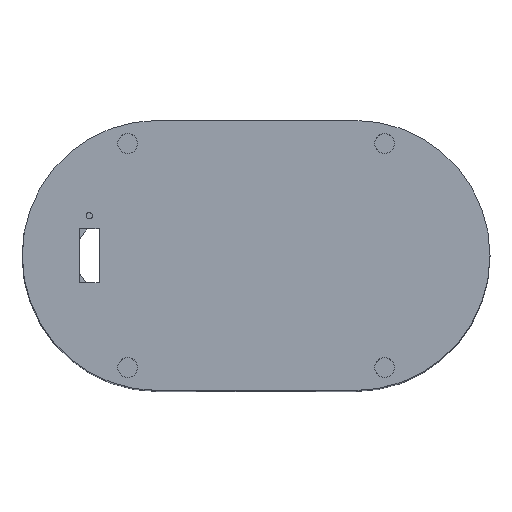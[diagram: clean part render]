
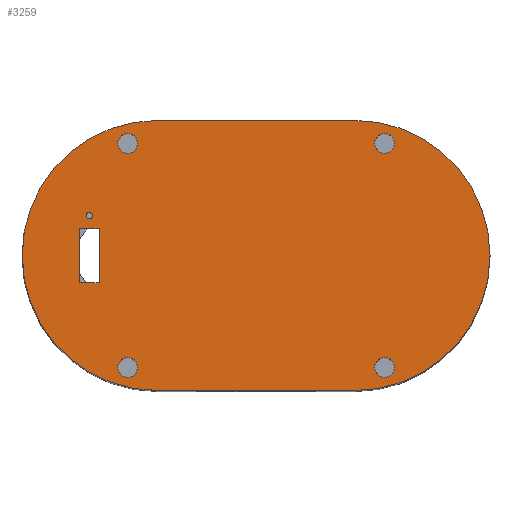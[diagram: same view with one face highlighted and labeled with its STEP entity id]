
A CAD part, top view. The second image highlights one B-rep face of the part: STEP entity #3259.
In plain terms, the highlighted planar face has unit normal (0, 0, 1).
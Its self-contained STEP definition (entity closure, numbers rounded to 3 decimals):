
#64=FACE_BOUND('',#482,.T.);
#65=FACE_BOUND('',#483,.T.);
#66=FACE_BOUND('',#484,.T.);
#67=FACE_BOUND('',#485,.T.);
#68=FACE_BOUND('',#486,.T.);
#69=FACE_BOUND('',#487,.T.);
#117=CIRCLE('',#3470,0.475);
#118=CIRCLE('',#3479,1.5);
#120=CIRCLE('',#3482,1.5);
#122=CIRCLE('',#3485,1.5);
#124=CIRCLE('',#3488,1.5);
#127=CIRCLE('',#3495,20.5);
#129=CIRCLE('',#3499,20.5);
#288=FACE_OUTER_BOUND('',#481,.T.);
#481=EDGE_LOOP('',(#2328,#2329,#2330,#2331));
#482=EDGE_LOOP('',(#2332));
#483=EDGE_LOOP('',(#2333,#2334,#2335,#2336));
#484=EDGE_LOOP('',(#2337));
#485=EDGE_LOOP('',(#2338));
#486=EDGE_LOOP('',(#2339));
#487=EDGE_LOOP('',(#2340));
#674=LINE('',#4793,#1026);
#679=LINE('',#4803,#1031);
#683=LINE('',#4810,#1035);
#687=LINE('',#4817,#1039);
#709=LINE('',#4883,#1061);
#713=LINE('',#4893,#1065);
#1026=VECTOR('',#3858,10.);
#1031=VECTOR('',#3865,10.);
#1035=VECTOR('',#3871,10.);
#1039=VECTOR('',#3877,10.);
#1061=VECTOR('',#3943,10.);
#1065=VECTOR('',#3955,10.);
#1382=VERTEX_POINT('',#4783);
#1385=VERTEX_POINT('',#4790);
#1386=VERTEX_POINT('',#4792);
#1390=VERTEX_POINT('',#4802);
#1392=VERTEX_POINT('',#4808);
#1401=VERTEX_POINT('',#4837);
#1403=VERTEX_POINT('',#4843);
#1405=VERTEX_POINT('',#4849);
#1407=VERTEX_POINT('',#4855);
#1413=VERTEX_POINT('',#4874);
#1414=VERTEX_POINT('',#4876);
#1416=VERTEX_POINT('',#4882);
#1418=VERTEX_POINT('',#4888);
#1717=EDGE_CURVE('',#1382,#1382,#117,.T.);
#1720=EDGE_CURVE('',#1386,#1385,#674,.T.);
#1725=EDGE_CURVE('',#1390,#1386,#679,.T.);
#1729=EDGE_CURVE('',#1385,#1392,#683,.T.);
#1733=EDGE_CURVE('',#1392,#1390,#687,.T.);
#1743=EDGE_CURVE('',#1401,#1401,#118,.T.);
#1746=EDGE_CURVE('',#1403,#1403,#120,.T.);
#1749=EDGE_CURVE('',#1405,#1405,#122,.T.);
#1752=EDGE_CURVE('',#1407,#1407,#124,.T.);
#1762=EDGE_CURVE('',#1414,#1413,#127,.T.);
#1765=EDGE_CURVE('',#1416,#1414,#709,.T.);
#1768=EDGE_CURVE('',#1418,#1416,#129,.T.);
#1771=EDGE_CURVE('',#1413,#1418,#713,.T.);
#2328=ORIENTED_EDGE('',*,*,#1771,.T.);
#2329=ORIENTED_EDGE('',*,*,#1768,.T.);
#2330=ORIENTED_EDGE('',*,*,#1765,.T.);
#2331=ORIENTED_EDGE('',*,*,#1762,.T.);
#2332=ORIENTED_EDGE('',*,*,#1717,.T.);
#2333=ORIENTED_EDGE('',*,*,#1729,.T.);
#2334=ORIENTED_EDGE('',*,*,#1733,.T.);
#2335=ORIENTED_EDGE('',*,*,#1725,.T.);
#2336=ORIENTED_EDGE('',*,*,#1720,.T.);
#2337=ORIENTED_EDGE('',*,*,#1743,.T.);
#2338=ORIENTED_EDGE('',*,*,#1746,.T.);
#2339=ORIENTED_EDGE('',*,*,#1749,.T.);
#2340=ORIENTED_EDGE('',*,*,#1752,.T.);
#3110=PLANE('',#3501);
#3259=ADVANCED_FACE('',(#288,#64,#65,#66,#67,#68,#69),#3110,.T.);
#3470=AXIS2_PLACEMENT_3D('',#4785,#3852,#3853);
#3479=AXIS2_PLACEMENT_3D('',#4838,#3895,#3896);
#3482=AXIS2_PLACEMENT_3D('',#4844,#3902,#3903);
#3485=AXIS2_PLACEMENT_3D('',#4850,#3909,#3910);
#3488=AXIS2_PLACEMENT_3D('',#4856,#3916,#3917);
#3495=AXIS2_PLACEMENT_3D('',#4877,#3937,#3938);
#3499=AXIS2_PLACEMENT_3D('',#4889,#3949,#3950);
#3501=AXIS2_PLACEMENT_3D('',#4894,#3956,#3957);
#3852=DIRECTION('center_axis',(0.,0.,-1.));
#3853=DIRECTION('ref_axis',(1.,0.,0.));
#3858=DIRECTION('',(1.,0.,0.));
#3865=DIRECTION('',(0.,1.,0.));
#3871=DIRECTION('',(0.,-1.,0.));
#3877=DIRECTION('',(-1.,0.,0.));
#3895=DIRECTION('center_axis',(0.,0.,-1.));
#3896=DIRECTION('ref_axis',(-1.,0.,0.));
#3902=DIRECTION('center_axis',(0.,0.,-1.));
#3903=DIRECTION('ref_axis',(-1.,0.,0.));
#3909=DIRECTION('center_axis',(0.,0.,-1.));
#3910=DIRECTION('ref_axis',(-1.,0.,0.));
#3916=DIRECTION('center_axis',(0.,0.,-1.));
#3917=DIRECTION('ref_axis',(-1.,0.,0.));
#3937=DIRECTION('center_axis',(0.,0.,1.));
#3938=DIRECTION('ref_axis',(0.,-1.,0.));
#3943=DIRECTION('',(1.,0.,0.));
#3949=DIRECTION('center_axis',(0.,0.,1.));
#3950=DIRECTION('ref_axis',(0.,1.,0.));
#3955=DIRECTION('',(-1.,0.,0.));
#3956=DIRECTION('center_axis',(0.,0.,1.));
#3957=DIRECTION('ref_axis',(-1.,0.,0.));
#4783=CARTESIAN_POINT('',(-26.715,4.449,92.4));
#4785=CARTESIAN_POINT('Origin',(-26.24,4.449,92.4));
#4790=CARTESIAN_POINT('',(-24.75,2.449,92.4));
#4792=CARTESIAN_POINT('',(-27.75,2.449,92.4));
#4793=CARTESIAN_POINT('',(-14.338,2.449,92.4));
#4802=CARTESIAN_POINT('',(-27.75,-5.751,92.4));
#4803=CARTESIAN_POINT('',(-27.75,-3.67,92.4));
#4808=CARTESIAN_POINT('',(-24.75,-5.751,92.4));
#4810=CARTESIAN_POINT('',(-24.75,0.43,92.4));
#4817=CARTESIAN_POINT('',(-12.838,-5.751,92.4));
#4837=CARTESIAN_POINT('',(20.071,-18.592,92.4));
#4838=CARTESIAN_POINT('Origin',(18.571,-18.592,92.4));
#4843=CARTESIAN_POINT('',(-18.922,15.413,92.4));
#4844=CARTESIAN_POINT('Origin',(-20.422,15.413,92.4));
#4849=CARTESIAN_POINT('',(-18.922,-18.592,92.4));
#4850=CARTESIAN_POINT('Origin',(-20.422,-18.592,92.4));
#4855=CARTESIAN_POINT('',(20.071,15.413,92.4));
#4856=CARTESIAN_POINT('Origin',(18.571,15.413,92.4));
#4874=CARTESIAN_POINT('',(14.074,18.911,92.4));
#4876=CARTESIAN_POINT('',(14.074,-22.089,92.4));
#4877=CARTESIAN_POINT('Origin',(14.074,-1.589,92.4));
#4882=CARTESIAN_POINT('',(-15.926,-22.089,92.4));
#4883=CARTESIAN_POINT('',(-15.926,-22.089,92.4));
#4888=CARTESIAN_POINT('',(-15.926,18.911,92.4));
#4889=CARTESIAN_POINT('Origin',(-15.926,-1.589,92.4));
#4893=CARTESIAN_POINT('',(14.074,18.911,92.4));
#4894=CARTESIAN_POINT('Origin',(-0.926,-1.589,92.4));
